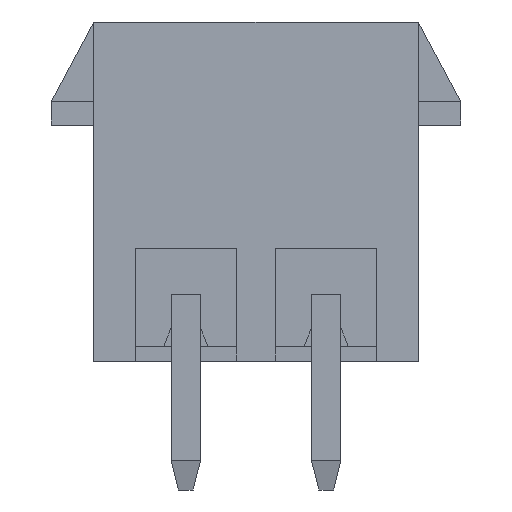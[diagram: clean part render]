
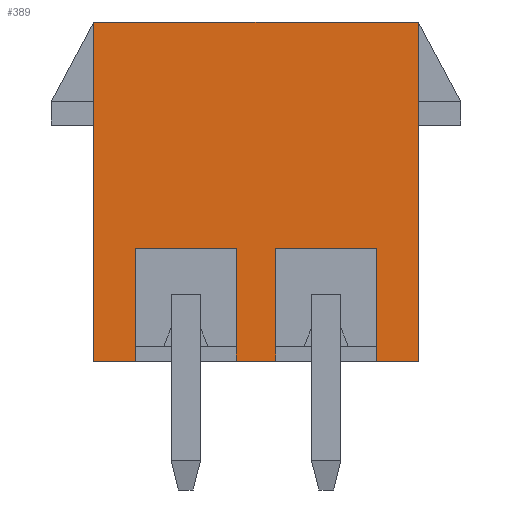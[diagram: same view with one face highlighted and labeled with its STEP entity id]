
A CAD part, front view. The second image highlights one B-rep face of the part: STEP entity #389.
In plain terms, the highlighted planar face has unit normal (0, -1, 0).
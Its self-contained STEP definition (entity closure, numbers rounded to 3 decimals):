
#389 = ADVANCED_FACE( '', ( #790 ), #791, .F. );
#790 = FACE_OUTER_BOUND( '', #1210, .T. );
#791 = PLANE( '', #1211 );
#1210 = EDGE_LOOP( '', ( #2196, #2197, #2198, #2199, #2200, #2201, #2202, #2203, #2204, #2205, #2206, #2207 ) );
#1211 = AXIS2_PLACEMENT_3D( '', #2208, #2209, #2210 );
#2196 = ORIENTED_EDGE( '', *, *, #3000, .F. );
#2197 = ORIENTED_EDGE( '', *, *, #2965, .T. );
#2198 = ORIENTED_EDGE( '', *, *, #3001, .F. );
#2199 = ORIENTED_EDGE( '', *, *, #2972, .F. );
#2200 = ORIENTED_EDGE( '', *, *, #3002, .F. );
#2201 = ORIENTED_EDGE( '', *, *, #2990, .T. );
#2202 = ORIENTED_EDGE( '', *, *, #3003, .F. );
#2203 = ORIENTED_EDGE( '', *, *, #2884, .F. );
#2204 = ORIENTED_EDGE( '', *, *, #2771, .T. );
#2205 = ORIENTED_EDGE( '', *, *, #2704, .T. );
#2206 = ORIENTED_EDGE( '', *, *, #3004, .F. );
#2207 = ORIENTED_EDGE( '', *, *, #2945, .F. );
#2208 = CARTESIAN_POINT( '', ( 4.405, -3.6, 4.6 ) );
#2209 = DIRECTION( '', ( 0., 1., 0. ) );
#2210 = DIRECTION( '', ( 0., 0., 1. ) );
#2704 = EDGE_CURVE( '', #3293, #3291, #3294, .T. );
#2771 = EDGE_CURVE( '', #3403, #3293, #3404, .T. );
#2884 = EDGE_CURVE( '', #3403, #3573, #3574, .T. );
#2945 = EDGE_CURVE( '', #3651, #3653, #3654, .T. );
#2965 = EDGE_CURVE( '', #3677, #3678, #3679, .T. );
#2972 = EDGE_CURVE( '', #3686, #3688, #3689, .T. );
#2990 = EDGE_CURVE( '', #3708, #3709, #3710, .T. );
#3000 = EDGE_CURVE( '', #3677, #3651, #3720, .F. );
#3001 = EDGE_CURVE( '', #3688, #3678, #3721, .T. );
#3002 = EDGE_CURVE( '', #3708, #3686, #3722, .F. );
#3003 = EDGE_CURVE( '', #3573, #3709, #3723, .T. );
#3004 = EDGE_CURVE( '', #3653, #3291, #3724, .T. );
#3291 = VERTEX_POINT( '', #4109 );
#3293 = VERTEX_POINT( '', #4112 );
#3294 = LINE( '', #4113, #4114 );
#3403 = VERTEX_POINT( '', #4280 );
#3404 = LINE( '', #4281, #4282 );
#3573 = VERTEX_POINT( '', #4536 );
#3574 = LINE( '', #4537, #4538 );
#3651 = VERTEX_POINT( '', #4655 );
#3653 = VERTEX_POINT( '', #4658 );
#3654 = LINE( '', #4659, #4660 );
#3677 = VERTEX_POINT( '', #4693 );
#3678 = VERTEX_POINT( '', #4694 );
#3679 = LINE( '', #4695, #4696 );
#3686 = VERTEX_POINT( '', #4706 );
#3688 = VERTEX_POINT( '', #4709 );
#3689 = LINE( '', #4710, #4711 );
#3708 = VERTEX_POINT( '', #4740 );
#3709 = VERTEX_POINT( '', #4741 );
#3710 = LINE( '', #4742, #4743 );
#3720 = LINE( '', #4759, #4760 );
#3721 = LINE( '', #4761, #4762 );
#3722 = LINE( '', #4763, #4764 );
#3723 = LINE( '', #4765, #4766 );
#3724 = LINE( '', #4767, #4768 );
#4109 = CARTESIAN_POINT( '', ( -4.405, -3.6, -4.6 ) );
#4112 = CARTESIAN_POINT( '', ( -4.405, -3.6, 4.6 ) );
#4113 = CARTESIAN_POINT( '', ( -4.405, -3.6, 4.6 ) );
#4114 = VECTOR( '', #4971, 1000. );
#4280 = CARTESIAN_POINT( '', ( 4.405, -3.6, 4.6 ) );
#4281 = CARTESIAN_POINT( '', ( 4.405, -3.6, 4.6 ) );
#4282 = VECTOR( '', #5032, 1000. );
#4536 = CARTESIAN_POINT( '', ( 4.405, -3.6, -4.6 ) );
#4537 = CARTESIAN_POINT( '', ( 4.405, -3.6, 4.6 ) );
#4538 = VECTOR( '', #5127, 1000. );
#4655 = CARTESIAN_POINT( '', ( -3.28, -3.6, -1.55 ) );
#4658 = CARTESIAN_POINT( '', ( -3.28, -3.6, -4.6 ) );
#4659 = CARTESIAN_POINT( '', ( -3.28, -3.6, -1.55 ) );
#4660 = VECTOR( '', #5172, 1000. );
#4693 = CARTESIAN_POINT( '', ( -0.53, -3.6, -1.55 ) );
#4694 = CARTESIAN_POINT( '', ( -0.53, -3.6, -4.6 ) );
#4695 = CARTESIAN_POINT( '', ( -0.53, -3.6, -1.55 ) );
#4696 = VECTOR( '', #5183, 1000. );
#4706 = CARTESIAN_POINT( '', ( 0.53, -3.6, -1.55 ) );
#4709 = CARTESIAN_POINT( '', ( 0.53, -3.6, -4.6 ) );
#4710 = CARTESIAN_POINT( '', ( 0.53, -3.6, -1.55 ) );
#4711 = VECTOR( '', #5188, 1000. );
#4740 = CARTESIAN_POINT( '', ( 3.28, -3.6, -1.55 ) );
#4741 = CARTESIAN_POINT( '', ( 3.28, -3.6, -4.6 ) );
#4742 = CARTESIAN_POINT( '', ( 3.28, -3.6, -1.55 ) );
#4743 = VECTOR( '', #5199, 1000. );
#4759 = CARTESIAN_POINT( '', ( -3.28, -3.6, -1.55 ) );
#4760 = VECTOR( '', #5206, 1000. );
#4761 = CARTESIAN_POINT( '', ( 4.405, -3.6, -4.6 ) );
#4762 = VECTOR( '', #5207, 1000. );
#4763 = CARTESIAN_POINT( '', ( 0.53, -3.6, -1.55 ) );
#4764 = VECTOR( '', #5208, 1000. );
#4765 = CARTESIAN_POINT( '', ( 4.405, -3.6, -4.6 ) );
#4766 = VECTOR( '', #5209, 1000. );
#4767 = CARTESIAN_POINT( '', ( 4.405, -3.6, -4.6 ) );
#4768 = VECTOR( '', #5210, 1000. );
#4971 = DIRECTION( '', ( 0., 0., -1. ) );
#5032 = DIRECTION( '', ( -1., 0., 0. ) );
#5127 = DIRECTION( '', ( 0., 0., -1. ) );
#5172 = DIRECTION( '', ( 0., 0., -1. ) );
#5183 = DIRECTION( '', ( 0., 0., -1. ) );
#5188 = DIRECTION( '', ( 0., 0., -1. ) );
#5199 = DIRECTION( '', ( 0., 0., -1. ) );
#5206 = DIRECTION( '', ( 1., 0., 0. ) );
#5207 = DIRECTION( '', ( -1., 0., 0. ) );
#5208 = DIRECTION( '', ( 1., 0., 0. ) );
#5209 = DIRECTION( '', ( -1., 0., 0. ) );
#5210 = DIRECTION( '', ( -1., 0., 0. ) );
